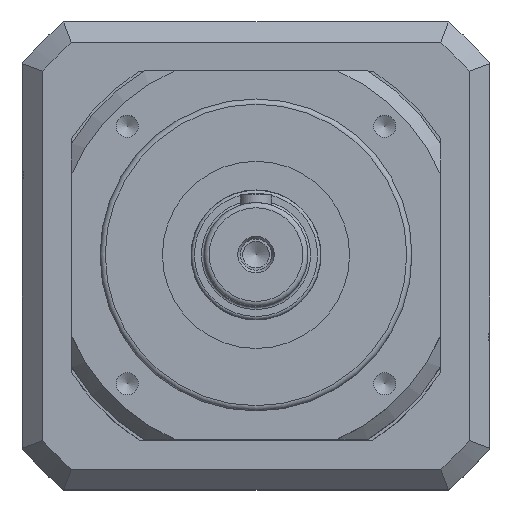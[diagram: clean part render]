
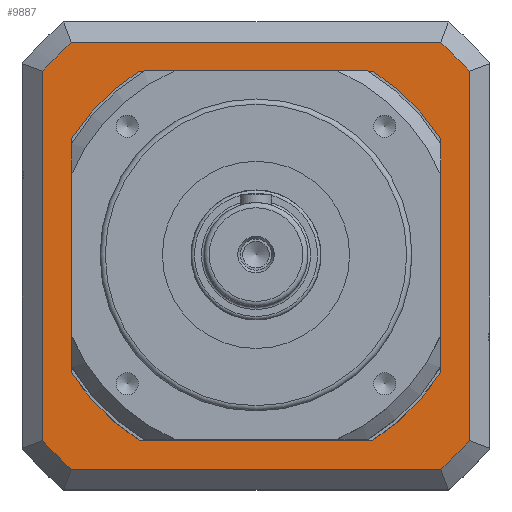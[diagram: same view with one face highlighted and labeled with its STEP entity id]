
A CAD part, top view. The second image highlights one B-rep face of the part: STEP entity #9887.
In plain terms, the highlighted planar face has unit normal (0, 0, 1).
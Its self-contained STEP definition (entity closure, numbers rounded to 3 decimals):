
#9742=CARTESIAN_POINT('',(0.,0.,-200.0));
#9743=DIRECTION('',(0.0,0.0,1.0));
#9744=DIRECTION('',(1.0,0.0,0.0));
#9745=AXIS2_PLACEMENT_3D('',#9742,#9743,#9744);
#9746=PLANE('',#9745);
#9747=CARTESIAN_POINT('',(-71.051,-82.,-200.0));
#9748=VERTEX_POINT('',#9747);
#9749=CARTESIAN_POINT('',(71.051,-82.,-200.0));
#9750=VERTEX_POINT('',#9749);
#9751=CARTESIAN_POINT('',(-71.051,-82.,-200.0));
#9752=DIRECTION('',(1.0,0.0,0.0));
#9753=VECTOR('',#9752,142.102);
#9754=LINE('',#9751,#9753);
#9755=EDGE_CURVE('',#9748,#9750,#9754,.T.);
#9756=ORIENTED_EDGE('',*,*,#9755,.T.);
#9757=CARTESIAN_POINT('',(82.,-71.051,-200.0));
#9758=VERTEX_POINT('',#9757);
#9759=CARTESIAN_POINT('',(0.,0.,-200.0));
#9760=DIRECTION('',(0.0,0.0,1.0));
#9761=DIRECTION('',(1.0,0.0,0.0));
#9762=AXIS2_PLACEMENT_3D('',#9759,#9760,#9761);
#9763=CIRCLE('',#9762,108.5);
#9764=EDGE_CURVE('',#9750,#9758,#9763,.T.);
#9765=ORIENTED_EDGE('',*,*,#9764,.T.);
#9766=CARTESIAN_POINT('',(82.,71.051,-200.0));
#9767=VERTEX_POINT('',#9766);
#9768=CARTESIAN_POINT('',(82.,-71.051,-200.0));
#9769=DIRECTION('',(0.0,1.0,0.0));
#9770=VECTOR('',#9769,142.102);
#9771=LINE('',#9768,#9770);
#9772=EDGE_CURVE('',#9758,#9767,#9771,.T.);
#9773=ORIENTED_EDGE('',*,*,#9772,.T.);
#9774=CARTESIAN_POINT('',(71.051,82.,-200.0));
#9775=VERTEX_POINT('',#9774);
#9776=CARTESIAN_POINT('',(0.,0.,-200.0));
#9777=DIRECTION('',(0.0,0.0,1.0));
#9778=DIRECTION('',(1.0,0.0,0.0));
#9779=AXIS2_PLACEMENT_3D('',#9776,#9777,#9778);
#9780=CIRCLE('',#9779,108.5);
#9781=EDGE_CURVE('',#9767,#9775,#9780,.T.);
#9782=ORIENTED_EDGE('',*,*,#9781,.T.);
#9783=CARTESIAN_POINT('',(-71.051,82.,-200.0));
#9784=VERTEX_POINT('',#9783);
#9785=CARTESIAN_POINT('',(71.051,82.,-200.0));
#9786=DIRECTION('',(-1.0,0.0,0.0));
#9787=VECTOR('',#9786,142.102);
#9788=LINE('',#9785,#9787);
#9789=EDGE_CURVE('',#9775,#9784,#9788,.T.);
#9790=ORIENTED_EDGE('',*,*,#9789,.T.);
#9791=CARTESIAN_POINT('',(-82.,71.051,-200.0));
#9792=VERTEX_POINT('',#9791);
#9793=CARTESIAN_POINT('',(0.,0.,-200.0));
#9794=DIRECTION('',(0.0,0.0,1.0));
#9795=DIRECTION('',(1.0,0.0,0.0));
#9796=AXIS2_PLACEMENT_3D('',#9793,#9794,#9795);
#9797=CIRCLE('',#9796,108.5);
#9798=EDGE_CURVE('',#9784,#9792,#9797,.T.);
#9799=ORIENTED_EDGE('',*,*,#9798,.T.);
#9800=CARTESIAN_POINT('',(-82.,-71.051,-200.0));
#9801=VERTEX_POINT('',#9800);
#9802=CARTESIAN_POINT('',(-82.,71.051,-200.0));
#9803=DIRECTION('',(0.0,-1.0,0.0));
#9804=VECTOR('',#9803,142.102);
#9805=LINE('',#9802,#9804);
#9806=EDGE_CURVE('',#9792,#9801,#9805,.T.);
#9807=ORIENTED_EDGE('',*,*,#9806,.T.);
#9808=CARTESIAN_POINT('',(0.,0.,-200.0));
#9809=DIRECTION('',(0.0,0.0,1.0));
#9810=DIRECTION('',(1.0,0.0,0.0));
#9811=AXIS2_PLACEMENT_3D('',#9808,#9809,#9810);
#9812=CIRCLE('',#9811,108.5);
#9813=EDGE_CURVE('',#9801,#9748,#9812,.T.);
#9814=ORIENTED_EDGE('',*,*,#9813,.T.);
#9815=EDGE_LOOP('',(#9756,#9765,#9773,#9782,#9790,#9799,#9807,#9814));
#9816=FACE_OUTER_BOUND('',#9815,.T.);
#9817=CARTESIAN_POINT('',(-71.,42.988,-200.0));
#9818=VERTEX_POINT('',#9817);
#9819=CARTESIAN_POINT('',(-71.,-42.988,-200.0));
#9820=VERTEX_POINT('',#9819);
#9821=CARTESIAN_POINT('',(-71.,42.988,-200.0));
#9822=DIRECTION('',(0.0,-1.0,0.0));
#9823=VECTOR('',#9822,85.977);
#9824=LINE('',#9821,#9823);
#9825=EDGE_CURVE('',#9818,#9820,#9824,.T.);
#9826=ORIENTED_EDGE('',*,*,#9825,.F.);
#9827=CARTESIAN_POINT('',(-42.988,71.,-200.0));
#9828=VERTEX_POINT('',#9827);
#9829=CARTESIAN_POINT('',(0.,0.,-200.0));
#9830=DIRECTION('',(0.0,0.0,1.0));
#9831=DIRECTION('',(1.0,0.0,0.0));
#9832=AXIS2_PLACEMENT_3D('',#9829,#9830,#9831);
#9833=CIRCLE('',#9832,83.0);
#9834=EDGE_CURVE('',#9828,#9818,#9833,.T.);
#9835=ORIENTED_EDGE('',*,*,#9834,.F.);
#9836=CARTESIAN_POINT('',(42.988,71.,-200.0));
#9837=VERTEX_POINT('',#9836);
#9838=CARTESIAN_POINT('',(42.988,71.,-200.0));
#9839=DIRECTION('',(-1.0,0.0,0.0));
#9840=VECTOR('',#9839,85.977);
#9841=LINE('',#9838,#9840);
#9842=EDGE_CURVE('',#9837,#9828,#9841,.T.);
#9843=ORIENTED_EDGE('',*,*,#9842,.F.);
#9844=CARTESIAN_POINT('',(71.,42.988,-200.0));
#9845=VERTEX_POINT('',#9844);
#9846=CARTESIAN_POINT('',(0.,0.,-200.0));
#9847=DIRECTION('',(0.0,0.0,1.0));
#9848=DIRECTION('',(1.0,0.0,0.0));
#9849=AXIS2_PLACEMENT_3D('',#9846,#9847,#9848);
#9850=CIRCLE('',#9849,83.0);
#9851=EDGE_CURVE('',#9845,#9837,#9850,.T.);
#9852=ORIENTED_EDGE('',*,*,#9851,.F.);
#9853=CARTESIAN_POINT('',(71.,-42.988,-200.0));
#9854=VERTEX_POINT('',#9853);
#9855=CARTESIAN_POINT('',(71.,-42.988,-200.0));
#9856=DIRECTION('',(0.0,1.0,0.0));
#9857=VECTOR('',#9856,85.977);
#9858=LINE('',#9855,#9857);
#9859=EDGE_CURVE('',#9854,#9845,#9858,.T.);
#9860=ORIENTED_EDGE('',*,*,#9859,.F.);
#9861=CARTESIAN_POINT('',(42.988,-71.,-200.0));
#9862=VERTEX_POINT('',#9861);
#9863=CARTESIAN_POINT('',(0.,0.,-200.0));
#9864=DIRECTION('',(0.0,0.0,1.0));
#9865=DIRECTION('',(1.0,0.0,0.0));
#9866=AXIS2_PLACEMENT_3D('',#9863,#9864,#9865);
#9867=CIRCLE('',#9866,83.0);
#9868=EDGE_CURVE('',#9862,#9854,#9867,.T.);
#9869=ORIENTED_EDGE('',*,*,#9868,.F.);
#9870=CARTESIAN_POINT('',(-42.988,-71.,-200.0));
#9871=VERTEX_POINT('',#9870);
#9872=CARTESIAN_POINT('',(-42.988,-71.,-200.0));
#9873=DIRECTION('',(1.0,0.0,0.0));
#9874=VECTOR('',#9873,85.977);
#9875=LINE('',#9872,#9874);
#9876=EDGE_CURVE('',#9871,#9862,#9875,.T.);
#9877=ORIENTED_EDGE('',*,*,#9876,.F.);
#9878=CARTESIAN_POINT('',(0.,0.,-200.0));
#9879=DIRECTION('',(0.0,0.0,1.0));
#9880=DIRECTION('',(1.0,0.0,0.0));
#9881=AXIS2_PLACEMENT_3D('',#9878,#9879,#9880);
#9882=CIRCLE('',#9881,83.0);
#9883=EDGE_CURVE('',#9820,#9871,#9882,.T.);
#9884=ORIENTED_EDGE('',*,*,#9883,.F.);
#9885=EDGE_LOOP('',(#9826,#9835,#9843,#9852,#9860,#9869,#9877,#9884));
#9886=FACE_BOUND('',#9885,.T.);
#9887=ADVANCED_FACE('',(#9816,#9886),#9746,.T.);
